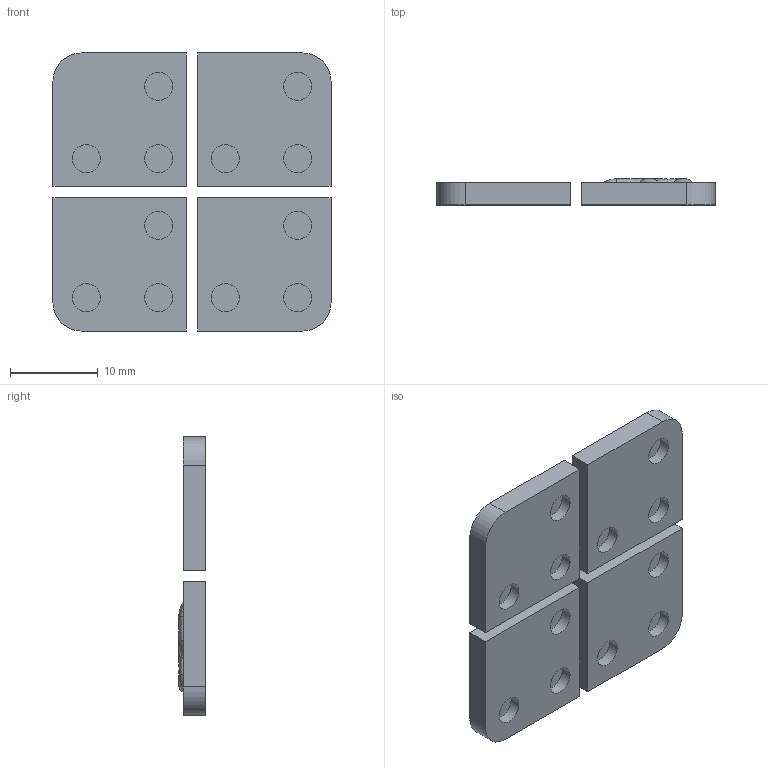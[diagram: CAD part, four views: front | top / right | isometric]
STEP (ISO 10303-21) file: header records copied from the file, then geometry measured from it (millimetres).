
FILE_DESCRIPTION(/* description */ (''),/* implementation_level */ '2;1');
FILE_NAME(/* name */ 'Case Buttons.stp',/* time_stamp */ '2017-04-13T14:48:07-07:00',/* author */ ('Samuel Clay'),/* organization */ (''),/* preprocessor_version */ 'ST-DEVELOPER v16.1',/* originating_system */ 'Autodesk Inventor 2016',/* authorisation */ '');
FILE_SCHEMA (('AUTOMOTIVE_DESIGN { 1 0 10303 214 3 1 1 }'));
Length unit declared in the file: inch
Products named in the file (1): Case Buttons
Bounding box: 31.75 x 3.05 x 31.75 mm (x, y, z)
Volume: 2258.4 mm3; surface area: 2730.7 mm2
Topology: 6 solids, 6 shells, 68 faces, 132 edges, 80 vertices
Faces by surface type: plane 40, cylinder 16, bspline 12
Full cylindrical faces by diameter (mm): 3.175 x12
Entity records: 2111 total; most frequent: CARTESIAN_POINT 787, DIRECTION 266, ORIENTED_EDGE 224, EDGE_CURVE 112, AXIS2_PLACEMENT_3D 107, EDGE_LOOP 92, VERTEX_POINT 80, FACE_OUTER_BOUND 68
